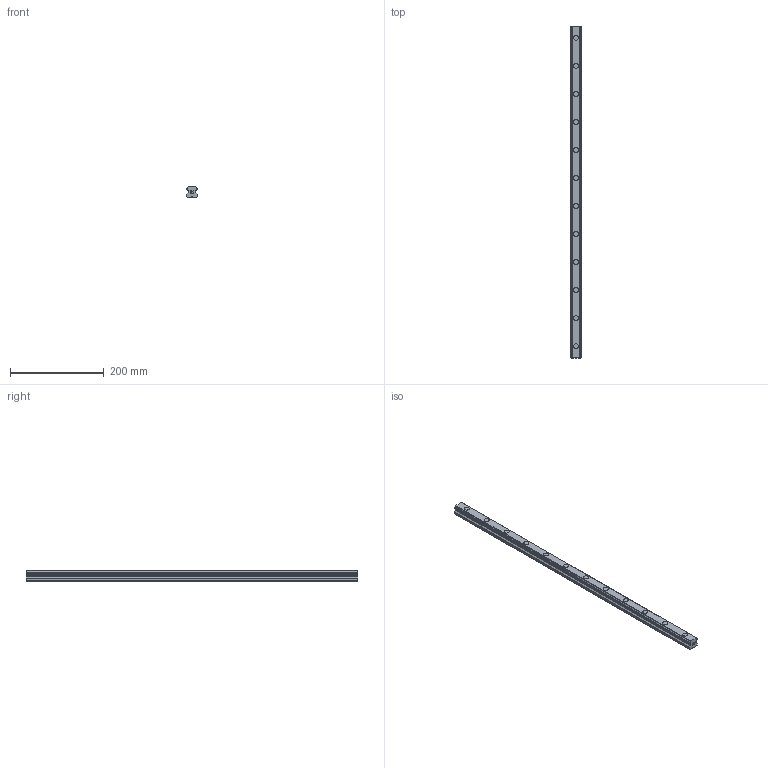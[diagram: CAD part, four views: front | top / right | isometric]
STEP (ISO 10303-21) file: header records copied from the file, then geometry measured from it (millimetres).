
FILE_DESCRIPTION(('STEP AP214'),'1');
FILE_NAME('cctmp_1922B1D4-7A99-49DD-8A55-183AA38120ED_2020_6_9_10_48_58_370..stp','2020-06-09T08:48:58',('HIWIN GmbH'),('CADClick - www.CADClick.com'),'Spatial InterOp 3D',' ','unknown authorization');
FILE_SCHEMA(('AUTOMOTIVE_DESIGN'));
Length unit declared in the file: millimetre
Products named in the file (1): HGR25R710H_FILE
Bounding box: 23 x 710 x 22 mm (x, y, z)
Volume: 294962.9 mm3; surface area: 73710.8 mm2
Topology: 1 solids, 1 shells, 255 faces, 675 edges, 450 vertices
Faces by surface type: plane 161, cylinder 94
Entity records: 10077 total; most frequent: DIRECTION 1471, CARTESIAN_POINT 1381, ORIENTED_EDGE 1350, EDGE_CURVE 675, AXIS2_PLACEMENT_3D 540, VERTEX_POINT 450, LINE 391, VECTOR 391
